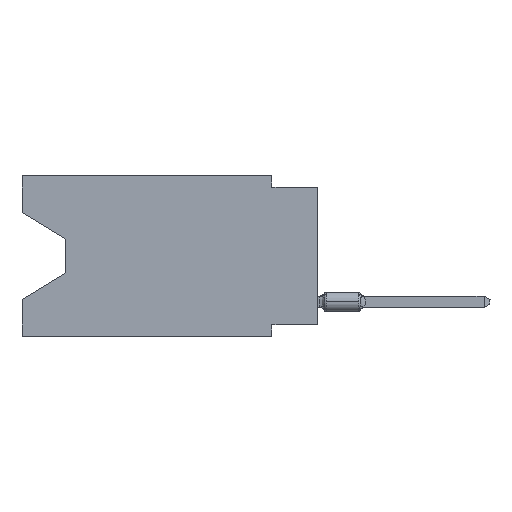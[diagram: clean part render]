
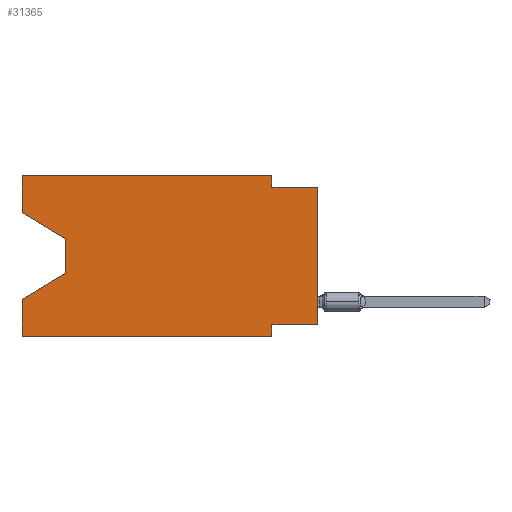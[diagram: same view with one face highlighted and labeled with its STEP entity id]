
A CAD part, left-side view. The second image highlights one B-rep face of the part: STEP entity #31365.
In plain terms, the highlighted planar face has unit normal (-1, 0, 0).
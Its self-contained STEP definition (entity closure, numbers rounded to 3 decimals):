
#602 = ORIENTED_EDGE ( 'NONE', *, *, #60572, .T. ) ;
#2807 = VERTEX_POINT ( 'NONE', #50597 ) ;
#4048 = ORIENTED_EDGE ( 'NONE', *, *, #5899, .F. ) ;
#4634 = CARTESIAN_POINT ( 'NONE',  ( 0., 0., 0. ) ) ;
#5519 = CARTESIAN_POINT ( 'NONE',  ( 0., 16.383, -6.852 ) ) ;
#5899 = EDGE_CURVE ( 'NONE', #62985, #32742, #14387, .T. ) ;
#6048 = ORIENTED_EDGE ( 'NONE', *, *, #47344, .F. ) ;
#6120 = CARTESIAN_POINT ( 'NONE',  ( 0., 16.383, -8.89 ) ) ;
#7119 = VERTEX_POINT ( 'NONE', #13646 ) ;
#7370 = VECTOR ( 'NONE', #19874, 1000. ) ;
#9360 = VECTOR ( 'NONE', #27776, 1000. ) ;
#9730 = ORIENTED_EDGE ( 'NONE', *, *, #56245, .T. ) ;
#10124 = ORIENTED_EDGE ( 'NONE', *, *, #54819, .T. ) ;
#10277 = DIRECTION ( 'NONE',  ( 0., 0., -1. ) ) ;
#12105 = ORIENTED_EDGE ( 'NONE', *, *, #19521, .F. ) ;
#12390 = EDGE_CURVE ( 'NONE', #62985, #61576, #26632, .T. ) ;
#13646 = CARTESIAN_POINT ( 'NONE',  ( 0., 0., -8.255 ) ) ;
#14387 = LINE ( 'NONE', #20085, #50974 ) ;
#14784 = DIRECTION ( 'NONE',  ( 0., 0., 1. ) ) ;
#15966 = VECTOR ( 'NONE', #57668, 1000. ) ;
#16141 = VECTOR ( 'NONE', #25774, 1000. ) ;
#16578 = LINE ( 'NONE', #23069, #73782 ) ;
#17387 = CARTESIAN_POINT ( 'NONE',  ( 0., 2.54, 0. ) ) ;
#17704 = VERTEX_POINT ( 'NONE', #52642 ) ;
#17813 = VERTEX_POINT ( 'NONE', #17387 ) ;
#18397 = ORIENTED_EDGE ( 'NONE', *, *, #12390, .T. ) ;
#19521 = EDGE_CURVE ( 'NONE', #17813, #2807, #66124, .T. ) ;
#19874 = DIRECTION ( 'NONE',  ( 0., -1., 0. ) ) ;
#20085 = CARTESIAN_POINT ( 'NONE',  ( 0., 16.383, 0. ) ) ;
#20541 = VERTEX_POINT ( 'NONE', #67899 ) ;
#21488 = VECTOR ( 'NONE', #56908, 1000. ) ;
#22474 = LINE ( 'NONE', #4634, #50428 ) ;
#23069 = CARTESIAN_POINT ( 'NONE',  ( 0., 0., -8.255 ) ) ;
#25381 = LINE ( 'NONE', #74709, #16141 ) ;
#25774 = DIRECTION ( 'NONE',  ( 0., 0., -1. ) ) ;
#25933 = LINE ( 'NONE', #6120, #7370 ) ;
#26632 = LINE ( 'NONE', #64630, #66339 ) ;
#27572 = AXIS2_PLACEMENT_3D ( 'NONE', #77150, #34288, #46414 ) ;
#27605 = EDGE_CURVE ( 'NONE', #7119, #17704, #16578, .T. ) ;
#27776 = DIRECTION ( 'NONE',  ( 0., 0., -1. ) ) ;
#27813 = FACE_OUTER_BOUND ( 'NONE', #28425, .T. ) ;
#28280 = EDGE_CURVE ( 'NONE', #39593, #31449, #56861, .T. ) ;
#28425 = EDGE_LOOP ( 'NONE', ( #18397, #602, #10124, #49438, #46222, #57026, #33372, #9730, #37868, #12105, #6048, #4048 ) ) ;
#30181 = LINE ( 'NONE', #54856, #78651 ) ;
#31365 = ADVANCED_FACE ( 'NONE', ( #27813 ), #52501, .F. ) ;
#31449 = VERTEX_POINT ( 'NONE', #5519 ) ;
#32742 = VERTEX_POINT ( 'NONE', #42361 ) ;
#33372 = ORIENTED_EDGE ( 'NONE', *, *, #27605, .F. ) ;
#34288 = DIRECTION ( 'NONE',  ( 1., 0., 0. ) ) ;
#36249 = VECTOR ( 'NONE', #10277, 1000. ) ;
#37220 = EDGE_CURVE ( 'NONE', #39593, #43588, #25933, .T. ) ;
#37410 = DIRECTION ( 'NONE',  ( 0., -1., 0. ) ) ;
#37868 = ORIENTED_EDGE ( 'NONE', *, *, #60955, .F. ) ;
#39515 = CARTESIAN_POINT ( 'NONE',  ( 0., 16.383, 0. ) ) ;
#39593 = VERTEX_POINT ( 'NONE', #67869 ) ;
#40599 = VERTEX_POINT ( 'NONE', #46105 ) ;
#41858 = EDGE_CURVE ( 'NONE', #17704, #43588, #65390, .T. ) ;
#42361 = CARTESIAN_POINT ( 'NONE',  ( 0., 16.383, 0. ) ) ;
#43333 = VECTOR ( 'NONE', #37410, 1000. ) ;
#43588 = VERTEX_POINT ( 'NONE', #47502 ) ;
#45632 = DIRECTION ( 'NONE',  ( 0., -0.855, -0.519 ) ) ;
#46105 = CARTESIAN_POINT ( 'NONE',  ( 0., 0., -0.635 ) ) ;
#46222 = ORIENTED_EDGE ( 'NONE', *, *, #37220, .T. ) ;
#46414 = DIRECTION ( 'NONE',  ( 0., 0., -1. ) ) ;
#47344 = EDGE_CURVE ( 'NONE', #32742, #17813, #51658, .T. ) ;
#47502 = CARTESIAN_POINT ( 'NONE',  ( 0., 2.54, -8.89 ) ) ;
#49438 = ORIENTED_EDGE ( 'NONE', *, *, #28280, .F. ) ;
#49962 = CARTESIAN_POINT ( 'NONE',  ( 0., 0., -0.635 ) ) ;
#50428 = VECTOR ( 'NONE', #60055, 1000. ) ;
#50597 = CARTESIAN_POINT ( 'NONE',  ( 0., 2.54, -0.635 ) ) ;
#50974 = VECTOR ( 'NONE', #14784, 1000. ) ;
#51658 = LINE ( 'NONE', #39515, #21488 ) ;
#52501 = PLANE ( 'NONE',  #27572 ) ;
#52642 = CARTESIAN_POINT ( 'NONE',  ( 0., 2.54, -8.255 ) ) ;
#54819 = EDGE_CURVE ( 'NONE', #20541, #31449, #30181, .T. ) ;
#54856 = CARTESIAN_POINT ( 'NONE',  ( 0., 13.97, -5.385 ) ) ;
#55261 = DIRECTION ( 'NONE',  ( 0., 0.855, -0.519 ) ) ;
#56245 = EDGE_CURVE ( 'NONE', #7119, #40599, #22474, .T. ) ;
#56861 = LINE ( 'NONE', #63741, #15966 ) ;
#56908 = DIRECTION ( 'NONE',  ( 0., -1., 0. ) ) ;
#57026 = ORIENTED_EDGE ( 'NONE', *, *, #41858, .F. ) ;
#57668 = DIRECTION ( 'NONE',  ( 0., 0., 1. ) ) ;
#60055 = DIRECTION ( 'NONE',  ( 0., 0., 1. ) ) ;
#60572 = EDGE_CURVE ( 'NONE', #61576, #20541, #25381, .T. ) ;
#60955 = EDGE_CURVE ( 'NONE', #2807, #40599, #79882, .T. ) ;
#61576 = VERTEX_POINT ( 'NONE', #70294 ) ;
#62985 = VERTEX_POINT ( 'NONE', #72701 ) ;
#63741 = CARTESIAN_POINT ( 'NONE',  ( 0., 16.383, 0. ) ) ;
#64630 = CARTESIAN_POINT ( 'NONE',  ( 0., 16.383, -2.038 ) ) ;
#65390 = LINE ( 'NONE', #70669, #9360 ) ;
#65729 = CARTESIAN_POINT ( 'NONE',  ( 0., 2.54, 0. ) ) ;
#66124 = LINE ( 'NONE', #65729, #36249 ) ;
#66339 = VECTOR ( 'NONE', #45632, 1000. ) ;
#67869 = CARTESIAN_POINT ( 'NONE',  ( 0., 16.383, -8.89 ) ) ;
#67899 = CARTESIAN_POINT ( 'NONE',  ( 0., 13.97, -5.385 ) ) ;
#70294 = CARTESIAN_POINT ( 'NONE',  ( 0., 13.97, -3.505 ) ) ;
#70669 = CARTESIAN_POINT ( 'NONE',  ( 0., 2.54, -8.89 ) ) ;
#71598 = DIRECTION ( 'NONE',  ( 0., 1., 0. ) ) ;
#72701 = CARTESIAN_POINT ( 'NONE',  ( 0., 16.383, -2.038 ) ) ;
#73782 = VECTOR ( 'NONE', #71598, 1000. ) ;
#74709 = CARTESIAN_POINT ( 'NONE',  ( 0., 13.97, -3.505 ) ) ;
#77150 = CARTESIAN_POINT ( 'NONE',  ( 0., 16.383, 0. ) ) ;
#78651 = VECTOR ( 'NONE', #55261, 1000. ) ;
#79882 = LINE ( 'NONE', #49962, #43333 ) ;
